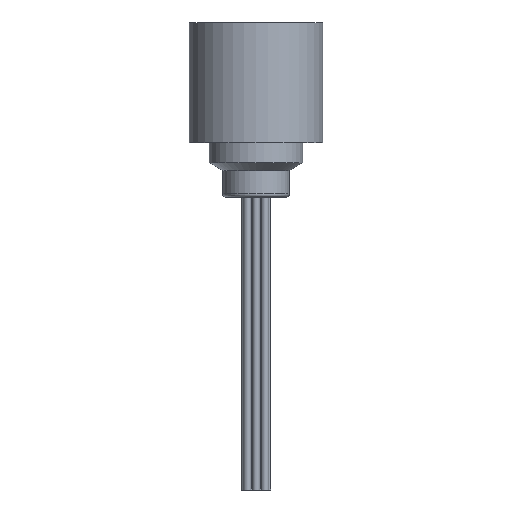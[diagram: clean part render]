
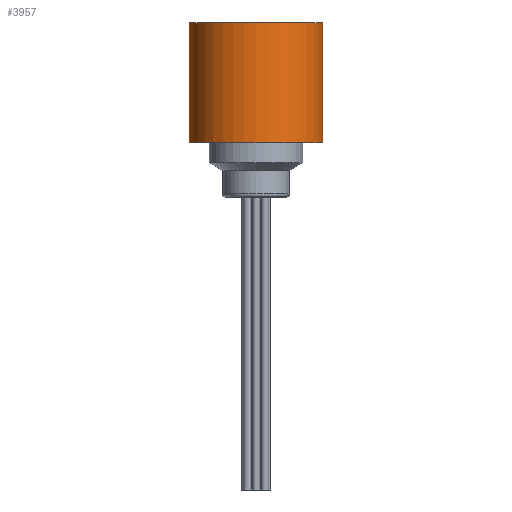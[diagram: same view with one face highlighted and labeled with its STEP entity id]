
A CAD part, front view. The second image highlights one B-rep face of the part: STEP entity #3957.
In plain terms, the highlighted cylindrical face has radius 15.875 mm (diameter 31.75 mm), a full revolution.
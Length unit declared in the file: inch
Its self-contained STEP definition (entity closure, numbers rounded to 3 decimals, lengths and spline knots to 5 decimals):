
#358=LINE('',#6258,#597);
#597=VECTOR('',#5268,0.625);
#835=CYLINDRICAL_SURFACE('',#4447,0.625);
#921=FACE_OUTER_BOUND('',#1139,.T.);
#1139=EDGE_LOOP('',(#3153,#3154,#3155,#3156,#3157,#3158));
#1558=CIRCLE('',#4448,0.625);
#1559=CIRCLE('',#4449,0.625);
#1560=CIRCLE('',#4450,0.625);
#1561=CIRCLE('',#4451,0.625);
#1794=VERTEX_POINT('',#6253);
#1795=VERTEX_POINT('',#6254);
#1796=VERTEX_POINT('',#6257);
#1797=VERTEX_POINT('',#6259);
#2302=EDGE_CURVE('',#1794,#1795,#1558,.T.);
#2303=EDGE_CURVE('',#1795,#1794,#1559,.T.);
#2304=EDGE_CURVE('',#1795,#1796,#358,.T.);
#2305=EDGE_CURVE('',#1796,#1797,#1560,.T.);
#2306=EDGE_CURVE('',#1797,#1796,#1561,.T.);
#3153=ORIENTED_EDGE('',*,*,#2302,.F.);
#3154=ORIENTED_EDGE('',*,*,#2303,.F.);
#3155=ORIENTED_EDGE('',*,*,#2304,.T.);
#3156=ORIENTED_EDGE('',*,*,#2305,.T.);
#3157=ORIENTED_EDGE('',*,*,#2306,.T.);
#3158=ORIENTED_EDGE('',*,*,#2304,.F.);
#3957=ADVANCED_FACE('',(#921),#835,.T.);
#4447=AXIS2_PLACEMENT_3D('',#6252,#5262,#5263);
#4448=AXIS2_PLACEMENT_3D('',#6255,#5264,#5265);
#4449=AXIS2_PLACEMENT_3D('',#6256,#5266,#5267);
#4450=AXIS2_PLACEMENT_3D('',#6260,#5269,#5270);
#4451=AXIS2_PLACEMENT_3D('',#6261,#5271,#5272);
#5262=DIRECTION('center_axis',(0.,0.,-1.));
#5263=DIRECTION('ref_axis',(-1.,0.,0.));
#5264=DIRECTION('center_axis',(0.,0.,-1.));
#5265=DIRECTION('ref_axis',(-1.,0.,0.));
#5266=DIRECTION('center_axis',(0.,0.,-1.));
#5267=DIRECTION('ref_axis',(-1.,0.,0.));
#5268=DIRECTION('',(0.,0.,1.));
#5269=DIRECTION('center_axis',(0.,0.,-1.));
#5270=DIRECTION('ref_axis',(-1.,0.,0.));
#5271=DIRECTION('center_axis',(0.,0.,-1.));
#5272=DIRECTION('ref_axis',(-1.,0.,0.));
#6252=CARTESIAN_POINT('Origin',(0.,0.,0.25039));
#6253=CARTESIAN_POINT('',(-0.625,0.,0.513));
#6254=CARTESIAN_POINT('',(0.625,0.,0.513));
#6255=CARTESIAN_POINT('Origin',(0.,0.,0.513));
#6256=CARTESIAN_POINT('Origin',(0.,0.,0.513));
#6257=CARTESIAN_POINT('',(0.625,0.,1.638));
#6258=CARTESIAN_POINT('',(0.625,0.,0.25039));
#6259=CARTESIAN_POINT('',(-0.625,0.,1.638));
#6260=CARTESIAN_POINT('Origin',(0.,0.,1.638));
#6261=CARTESIAN_POINT('Origin',(0.,0.,1.638));
